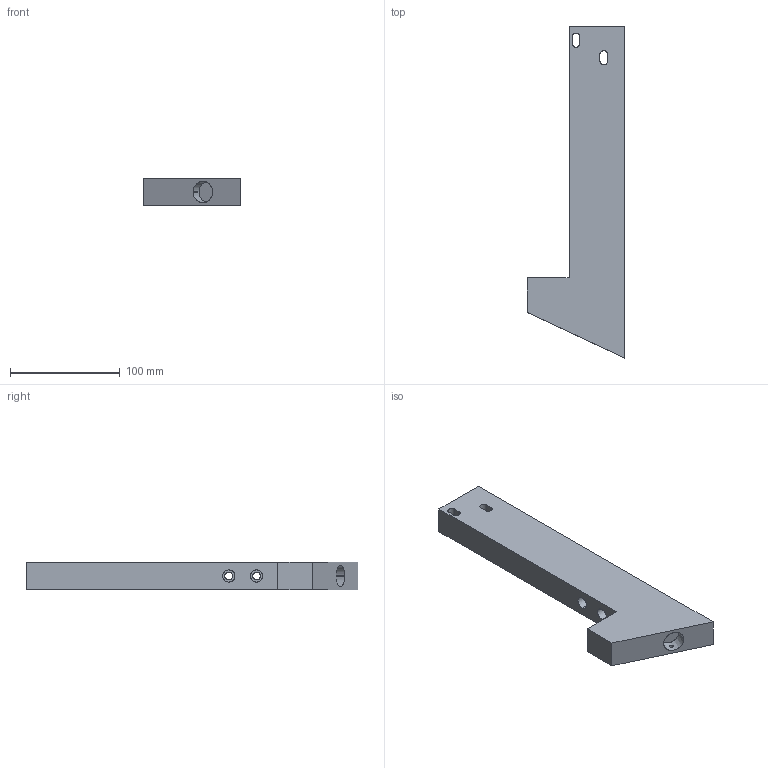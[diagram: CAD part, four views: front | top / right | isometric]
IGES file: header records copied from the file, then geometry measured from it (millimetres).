
Start section: SolidWorks IGES file using analytic representation for surfaces
Global section: file name: D1101720-v2, LEG, REAR, RAIL, ACB.IGS; native system: SolidWorks 2012; preprocessor: SolidWorks 2012; author: tnguyen; date: 120927.082706; units: inch
Bounding box: 88.9 x 302.77 x 25.4 mm (x, y, z)
Surface area: 56826 mm2 (no closed solid volume)
Topology: 0 solids, 0 shells, 31 faces, 658 edges, 658 vertices
Faces by surface type: revolution 16, bspline 15
